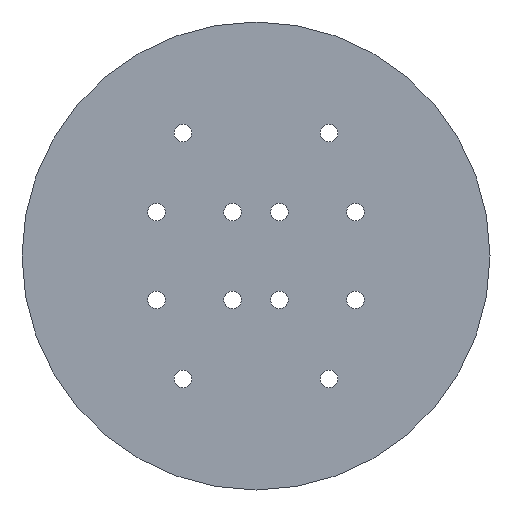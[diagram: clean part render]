
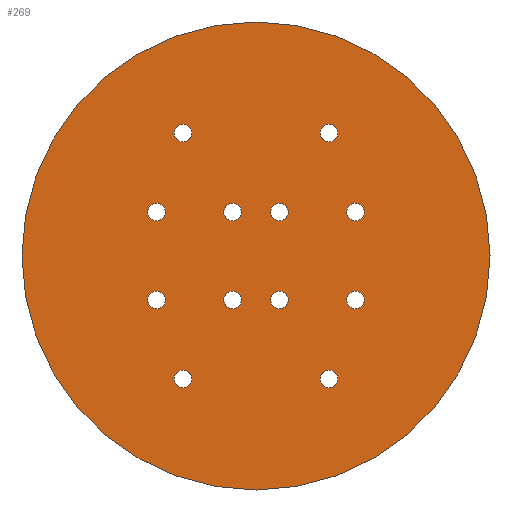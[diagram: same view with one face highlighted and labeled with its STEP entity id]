
A CAD part, front view. The second image highlights one B-rep face of the part: STEP entity #269.
In plain terms, the highlighted planar face has unit normal (0, -1, 0).
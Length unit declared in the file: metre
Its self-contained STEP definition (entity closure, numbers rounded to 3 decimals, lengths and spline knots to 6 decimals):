
#33=ORIENTED_EDGE('',*,*,#85,.F.);
#34=ORIENTED_EDGE('',*,*,#86,.F.);
#35=ORIENTED_EDGE('',*,*,#87,.F.);
#36=ORIENTED_EDGE('',*,*,#88,.F.);
#37=ORIENTED_EDGE('',*,*,#89,.F.);
#38=ORIENTED_EDGE('',*,*,#90,.F.);
#39=ORIENTED_EDGE('',*,*,#91,.F.);
#40=ORIENTED_EDGE('',*,*,#92,.F.);
#41=ORIENTED_EDGE('',*,*,#93,.F.);
#42=ORIENTED_EDGE('',*,*,#94,.F.);
#43=ORIENTED_EDGE('',*,*,#95,.F.);
#44=ORIENTED_EDGE('',*,*,#96,.F.);
#45=ORIENTED_EDGE('',*,*,#97,.F.);
#85=EDGE_CURVE('',#111,#111,#137,.T.);
#86=EDGE_CURVE('',#112,#112,#138,.T.);
#87=EDGE_CURVE('',#113,#113,#139,.T.);
#88=EDGE_CURVE('',#114,#114,#140,.T.);
#89=EDGE_CURVE('',#115,#115,#141,.T.);
#90=EDGE_CURVE('',#116,#116,#142,.T.);
#91=EDGE_CURVE('',#117,#117,#143,.T.);
#92=EDGE_CURVE('',#118,#118,#144,.T.);
#93=EDGE_CURVE('',#119,#119,#145,.T.);
#94=EDGE_CURVE('',#120,#120,#146,.T.);
#95=EDGE_CURVE('',#121,#121,#147,.T.);
#96=EDGE_CURVE('',#122,#122,#148,.T.);
#97=EDGE_CURVE('',#123,#123,#149,.T.);
#111=VERTEX_POINT('',#425);
#112=VERTEX_POINT('',#427);
#113=VERTEX_POINT('',#429);
#114=VERTEX_POINT('',#431);
#115=VERTEX_POINT('',#433);
#116=VERTEX_POINT('',#435);
#117=VERTEX_POINT('',#437);
#118=VERTEX_POINT('',#439);
#119=VERTEX_POINT('',#441);
#120=VERTEX_POINT('',#443);
#121=VERTEX_POINT('',#445);
#122=VERTEX_POINT('',#447);
#123=VERTEX_POINT('',#449);
#137=CIRCLE('',#298,0.0015);
#138=CIRCLE('',#299,0.0015);
#139=CIRCLE('',#300,0.0015);
#140=CIRCLE('',#301,0.0015);
#141=CIRCLE('',#302,0.0015);
#142=CIRCLE('',#303,0.0015);
#143=CIRCLE('',#304,0.0015);
#144=CIRCLE('',#305,0.0015);
#145=CIRCLE('',#306,0.0015);
#146=CIRCLE('',#307,0.0015);
#147=CIRCLE('',#308,0.0015);
#148=CIRCLE('',#309,0.0015);
#149=CIRCLE('',#310,0.04);
#163=EDGE_LOOP('',(#33));
#164=EDGE_LOOP('',(#34));
#165=EDGE_LOOP('',(#35));
#166=EDGE_LOOP('',(#36));
#167=EDGE_LOOP('',(#37));
#168=EDGE_LOOP('',(#38));
#169=EDGE_LOOP('',(#39));
#170=EDGE_LOOP('',(#40));
#171=EDGE_LOOP('',(#41));
#172=EDGE_LOOP('',(#42));
#173=EDGE_LOOP('',(#43));
#174=EDGE_LOOP('',(#44));
#175=EDGE_LOOP('',(#45));
#215=FACE_BOUND('',#163,.T.);
#216=FACE_BOUND('',#164,.T.);
#217=FACE_BOUND('',#165,.T.);
#218=FACE_BOUND('',#166,.T.);
#219=FACE_BOUND('',#167,.T.);
#220=FACE_BOUND('',#168,.T.);
#221=FACE_BOUND('',#169,.T.);
#222=FACE_BOUND('',#170,.T.);
#223=FACE_BOUND('',#171,.T.);
#224=FACE_BOUND('',#172,.T.);
#225=FACE_BOUND('',#173,.T.);
#226=FACE_BOUND('',#174,.T.);
#227=FACE_BOUND('',#175,.T.);
#267=PLANE('',#297);
#269=ADVANCED_FACE('',(#215,#216,#217,#218,#219,#220,#221,#222,#223,#224,
#225,#226,#227),#267,.F.);
#297=AXIS2_PLACEMENT_3D('',#423,#340,#341);
#298=AXIS2_PLACEMENT_3D('',#424,#342,#343);
#299=AXIS2_PLACEMENT_3D('',#426,#344,#345);
#300=AXIS2_PLACEMENT_3D('',#428,#346,#347);
#301=AXIS2_PLACEMENT_3D('',#430,#348,#349);
#302=AXIS2_PLACEMENT_3D('',#432,#350,#351);
#303=AXIS2_PLACEMENT_3D('',#434,#352,#353);
#304=AXIS2_PLACEMENT_3D('',#436,#354,#355);
#305=AXIS2_PLACEMENT_3D('',#438,#356,#357);
#306=AXIS2_PLACEMENT_3D('',#440,#358,#359);
#307=AXIS2_PLACEMENT_3D('',#442,#360,#361);
#308=AXIS2_PLACEMENT_3D('',#444,#362,#363);
#309=AXIS2_PLACEMENT_3D('',#446,#364,#365);
#310=AXIS2_PLACEMENT_3D('',#448,#366,#367);
#340=DIRECTION('',(0.,1.,0.));
#341=DIRECTION('',(0.,0.,1.));
#342=DIRECTION('',(0.,-1.,0.));
#343=DIRECTION('',(1.,0.,0.));
#344=DIRECTION('',(0.,-1.,0.));
#345=DIRECTION('',(1.,0.,0.));
#346=DIRECTION('',(0.,-1.,0.));
#347=DIRECTION('',(1.,0.,0.));
#348=DIRECTION('',(0.,-1.,0.));
#349=DIRECTION('',(1.,0.,0.));
#350=DIRECTION('',(0.,-1.,0.));
#351=DIRECTION('',(1.,0.,0.));
#352=DIRECTION('',(0.,-1.,0.));
#353=DIRECTION('',(1.,0.,0.));
#354=DIRECTION('',(0.,-1.,0.));
#355=DIRECTION('',(1.,0.,0.));
#356=DIRECTION('',(0.,-1.,0.));
#357=DIRECTION('',(1.,0.,0.));
#358=DIRECTION('',(0.,-1.,0.));
#359=DIRECTION('',(1.,0.,0.));
#360=DIRECTION('',(0.,-1.,0.));
#361=DIRECTION('',(1.,0.,0.));
#362=DIRECTION('',(0.,-1.,0.));
#363=DIRECTION('',(1.,0.,0.));
#364=DIRECTION('',(0.,-1.,0.));
#365=DIRECTION('',(1.,0.,0.));
#366=DIRECTION('',(0.,1.,0.));
#367=DIRECTION('',(-1.,0.,0.));
#423=CARTESIAN_POINT('',(0.,0.,0.));
#424=CARTESIAN_POINT('',(-0.004,0.,-0.0075));
#425=CARTESIAN_POINT('',(-0.0025,0.,-0.0075));
#426=CARTESIAN_POINT('',(-0.017,0.,-0.0075));
#427=CARTESIAN_POINT('',(-0.0155,0.,-0.0075));
#428=CARTESIAN_POINT('',(-0.0125,0.,-0.021));
#429=CARTESIAN_POINT('',(-0.011,0.,-0.021));
#430=CARTESIAN_POINT('',(0.0125,0.,-0.021));
#431=CARTESIAN_POINT('',(0.014,0.,-0.021));
#432=CARTESIAN_POINT('',(0.017,0.,-0.0075));
#433=CARTESIAN_POINT('',(0.0185,0.,-0.0075));
#434=CARTESIAN_POINT('',(0.004,0.,-0.0075));
#435=CARTESIAN_POINT('',(0.0055,0.,-0.0075));
#436=CARTESIAN_POINT('',(0.004,0.,0.0075));
#437=CARTESIAN_POINT('',(0.0055,0.,0.0075));
#438=CARTESIAN_POINT('',(0.017,0.,0.0075));
#439=CARTESIAN_POINT('',(0.0185,0.,0.0075));
#440=CARTESIAN_POINT('',(0.0125,0.,0.021));
#441=CARTESIAN_POINT('',(0.014,0.,0.021));
#442=CARTESIAN_POINT('',(-0.004,0.,0.0075));
#443=CARTESIAN_POINT('',(-0.0025,0.,0.0075));
#444=CARTESIAN_POINT('',(-0.0125,0.,0.021));
#445=CARTESIAN_POINT('',(-0.011,0.,0.021));
#446=CARTESIAN_POINT('',(-0.017,0.,0.0075));
#447=CARTESIAN_POINT('',(-0.0155,0.,0.0075));
#448=CARTESIAN_POINT('',(0.,0.,0.));
#449=CARTESIAN_POINT('',(-0.04,0.,0.));
